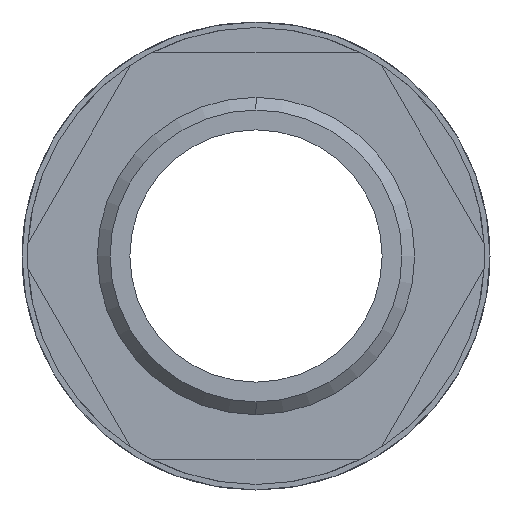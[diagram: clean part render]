
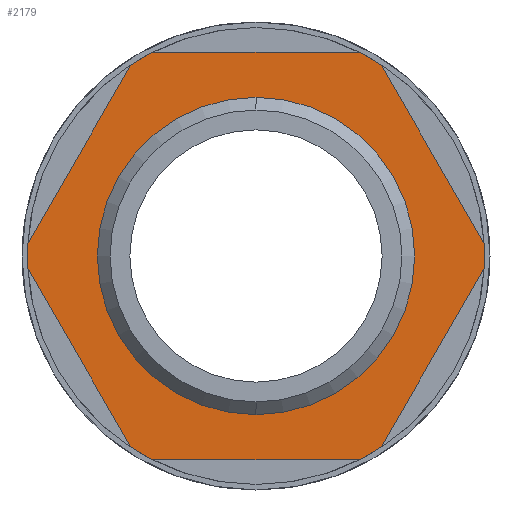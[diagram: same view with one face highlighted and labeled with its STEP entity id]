
A CAD part, left-side view. The second image highlights one B-rep face of the part: STEP entity #2179.
In plain terms, the highlighted planar face has unit normal (-1, 0, 0).
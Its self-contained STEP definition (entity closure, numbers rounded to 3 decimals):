
#13 = CARTESIAN_POINT ( 'NONE',  ( 5.4, -14.378, 0.797 ) ) ;
#62 = VECTOR ( 'NONE', #2919, 1000. ) ;
#103 = LINE ( 'NONE', #1562, #3642 ) ;
#273 = DIRECTION ( 'NONE',  ( -1., 0., 0. ) ) ;
#364 = CARTESIAN_POINT ( 'NONE',  ( 5.4, 14.838, 0. ) ) ;
#370 = PLANE ( 'NONE',  #3131 ) ;
#430 = AXIS2_PLACEMENT_3D ( 'NONE', #3872, #1774, #4212 ) ;
#466 = DIRECTION ( 'NONE',  ( 0., -1., 0. ) ) ;
#535 = CARTESIAN_POINT ( 'NONE',  ( 5.4, 0., 0. ) ) ;
#551 = VERTEX_POINT ( 'NONE', #4326 ) ;
#579 = EDGE_CURVE ( 'NONE', #903, #551, #3540, .T. ) ;
#658 = CARTESIAN_POINT ( 'NONE',  ( 5.4, -14.378, -0.797 ) ) ;
#723 = DIRECTION ( 'NONE',  ( 0., -0.5, -0.866 ) ) ;
#726 = CARTESIAN_POINT ( 'NONE',  ( 5.4, 7.419, 12.85 ) ) ;
#733 = AXIS2_PLACEMENT_3D ( 'NONE', #2399, #273, #2762 ) ;
#753 = CIRCLE ( 'NONE', #3804, 14.4 ) ;
#856 = LINE ( 'NONE', #891, #3588 ) ;
#858 = EDGE_CURVE ( 'NONE', #988, #1585, #3817, .T. ) ;
#882 = DIRECTION ( 'NONE',  ( 0., 0., 1. ) ) ;
#891 = CARTESIAN_POINT ( 'NONE',  ( 5.4, 7.419, -12.85 ) ) ;
#903 = VERTEX_POINT ( 'NONE', #1550 ) ;
#918 = EDGE_CURVE ( 'NONE', #1214, #903, #753, .T. ) ;
#938 = ORIENTED_EDGE ( 'NONE', *, *, #3811, .T. ) ;
#980 = LINE ( 'NONE', #726, #1835 ) ;
#986 = FACE_OUTER_BOUND ( 'NONE', #4135, .T. ) ;
#988 = VERTEX_POINT ( 'NONE', #1735 ) ;
#1054 = ORIENTED_EDGE ( 'NONE', *, *, #4477, .F. ) ;
#1081 = CARTESIAN_POINT ( 'NONE',  ( 5.4, 0., 0. ) ) ;
#1137 = VERTEX_POINT ( 'NONE', #1965 ) ;
#1151 = CARTESIAN_POINT ( 'NONE',  ( 5.4, 6.499, -12.85 ) ) ;
#1177 = ORIENTED_EDGE ( 'NONE', *, *, #3383, .T. ) ;
#1214 = VERTEX_POINT ( 'NONE', #1996 ) ;
#1231 = VERTEX_POINT ( 'NONE', #3373 ) ;
#1248 = VERTEX_POINT ( 'NONE', #3323 ) ;
#1294 = CARTESIAN_POINT ( 'NONE',  ( 5.4, 0., 0. ) ) ;
#1331 = CIRCLE ( 'NONE', #733, 10. ) ;
#1347 = VERTEX_POINT ( 'NONE', #4272 ) ;
#1360 = AXIS2_PLACEMENT_3D ( 'NONE', #4207, #2123, #4558 ) ;
#1454 = DIRECTION ( 'NONE',  ( 0., 0., 1. ) ) ;
#1476 = CARTESIAN_POINT ( 'NONE',  ( 5.4, 0., 0. ) ) ;
#1478 = ORIENTED_EDGE ( 'NONE', *, *, #918, .T. ) ;
#1521 = ORIENTED_EDGE ( 'NONE', *, *, #3929, .T. ) ;
#1538 = AXIS2_PLACEMENT_3D ( 'NONE', #535, #3035, #882 ) ;
#1550 = CARTESIAN_POINT ( 'NONE',  ( 5.4, 14.378, -0.797 ) ) ;
#1562 = CARTESIAN_POINT ( 'NONE',  ( 5.4, -14.838, 0. ) ) ;
#1570 = CARTESIAN_POINT ( 'NONE',  ( 5.4, -7.419, -12.85 ) ) ;
#1585 = VERTEX_POINT ( 'NONE', #658 ) ;
#1586 = DIRECTION ( 'NONE',  ( 0., 1., 0. ) ) ;
#1602 = EDGE_CURVE ( 'NONE', #3176, #1248, #856, .T. ) ;
#1652 = DIRECTION ( 'NONE',  ( 0., 0., 1. ) ) ;
#1666 = VECTOR ( 'NONE', #723, 1000. ) ;
#1735 = CARTESIAN_POINT ( 'NONE',  ( 5.4, -7.879, -12.053 ) ) ;
#1750 = EDGE_CURVE ( 'NONE', #1248, #988, #2721, .T. ) ;
#1763 = CIRCLE ( 'NONE', #1771, 14.4 ) ;
#1766 = CIRCLE ( 'NONE', #430, 14.4 ) ;
#1771 = AXIS2_PLACEMENT_3D ( 'NONE', #1294, #3768, #1652 ) ;
#1774 = DIRECTION ( 'NONE',  ( -1., 0., 0. ) ) ;
#1805 = DIRECTION ( 'NONE',  ( 0., 0., 1. ) ) ;
#1835 = VECTOR ( 'NONE', #3220, 1000. ) ;
#1836 = DIRECTION ( 'NONE',  ( 0., 0., 1. ) ) ;
#1868 = AXIS2_PLACEMENT_3D ( 'NONE', #1476, #3937, #1836 ) ;
#1965 = CARTESIAN_POINT ( 'NONE',  ( 5.4, 0., -10. ) ) ;
#1996 = CARTESIAN_POINT ( 'NONE',  ( 5.4, 14.378, 0.797 ) ) ;
#2059 = CIRCLE ( 'NONE', #2366, 14.4 ) ;
#2094 = EDGE_CURVE ( 'NONE', #1137, #3017, #1331, .T. ) ;
#2123 = DIRECTION ( 'NONE',  ( -1., 0., 0. ) ) ;
#2130 = ORIENTED_EDGE ( 'NONE', *, *, #2094, .F. ) ;
#2179 = ADVANCED_FACE ( 'NONE', ( #2899, #986 ), #370, .T. ) ;
#2186 = CARTESIAN_POINT ( 'NONE',  ( 5.4, 0., 0. ) ) ;
#2271 = CIRCLE ( 'NONE', #1868, 14.4 ) ;
#2366 = AXIS2_PLACEMENT_3D ( 'NONE', #1081, #3571, #1454 ) ;
#2399 = CARTESIAN_POINT ( 'NONE',  ( 5.4, 0., 0. ) ) ;
#2460 = ORIENTED_EDGE ( 'NONE', *, *, #4377, .T. ) ;
#2500 = CARTESIAN_POINT ( 'NONE',  ( 5.4, 6.499, 12.85 ) ) ;
#2544 = DIRECTION ( 'NONE',  ( -1., 0., 0. ) ) ;
#2721 = CIRCLE ( 'NONE', #1360, 14.4 ) ;
#2762 = DIRECTION ( 'NONE',  ( 0., 0., 1. ) ) ;
#2899 = FACE_BOUND ( 'NONE', #4472, .T. ) ;
#2915 = ORIENTED_EDGE ( 'NONE', *, *, #1750, .T. ) ;
#2919 = DIRECTION ( 'NONE',  ( 0., -0.5, 0.866 ) ) ;
#2979 = VERTEX_POINT ( 'NONE', #3500 ) ;
#2992 = CARTESIAN_POINT ( 'NONE',  ( 5.4, -7.419, 12.85 ) ) ;
#3017 = VERTEX_POINT ( 'NONE', #3864 ) ;
#3035 = DIRECTION ( 'NONE',  ( -1., 0., 0. ) ) ;
#3063 = VERTEX_POINT ( 'NONE', #13 ) ;
#3065 = VERTEX_POINT ( 'NONE', #2500 ) ;
#3069 = ORIENTED_EDGE ( 'NONE', *, *, #3114, .T. ) ;
#3103 = EDGE_CURVE ( 'NONE', #3065, #1231, #2059, .T. ) ;
#3114 = EDGE_CURVE ( 'NONE', #1231, #1214, #980, .T. ) ;
#3131 = AXIS2_PLACEMENT_3D ( 'NONE', #3560, #3897, #1805 ) ;
#3176 = VERTEX_POINT ( 'NONE', #1151 ) ;
#3220 = DIRECTION ( 'NONE',  ( 0., 0.5, -0.866 ) ) ;
#3323 = CARTESIAN_POINT ( 'NONE',  ( 5.4, -6.499, -12.85 ) ) ;
#3373 = CARTESIAN_POINT ( 'NONE',  ( 5.4, 7.879, 12.053 ) ) ;
#3383 = EDGE_CURVE ( 'NONE', #1347, #3065, #3587, .T. ) ;
#3426 = CIRCLE ( 'NONE', #1538, 10. ) ;
#3500 = CARTESIAN_POINT ( 'NONE',  ( 5.4, -7.879, 12.053 ) ) ;
#3540 = LINE ( 'NONE', #364, #1666 ) ;
#3560 = CARTESIAN_POINT ( 'NONE',  ( 5.4, 0., 0. ) ) ;
#3571 = DIRECTION ( 'NONE',  ( -1., 0., 0. ) ) ;
#3587 = LINE ( 'NONE', #2992, #4392 ) ;
#3588 = VECTOR ( 'NONE', #466, 1000. ) ;
#3642 = VECTOR ( 'NONE', #4007, 1000. ) ;
#3768 = DIRECTION ( 'NONE',  ( -1., 0., 0. ) ) ;
#3780 = ORIENTED_EDGE ( 'NONE', *, *, #858, .T. ) ;
#3804 = AXIS2_PLACEMENT_3D ( 'NONE', #2186, #2544, #4543 ) ;
#3811 = EDGE_CURVE ( 'NONE', #551, #3176, #1766, .T. ) ;
#3817 = LINE ( 'NONE', #1570, #62 ) ;
#3827 = ORIENTED_EDGE ( 'NONE', *, *, #579, .T. ) ;
#3864 = CARTESIAN_POINT ( 'NONE',  ( 5.4, 0., 10. ) ) ;
#3872 = CARTESIAN_POINT ( 'NONE',  ( 5.4, 0., 0. ) ) ;
#3897 = DIRECTION ( 'NONE',  ( -1., 0., 0. ) ) ;
#3929 = EDGE_CURVE ( 'NONE', #2979, #1347, #2271, .T. ) ;
#3937 = DIRECTION ( 'NONE',  ( -1., 0., 0. ) ) ;
#3989 = ORIENTED_EDGE ( 'NONE', *, *, #3103, .T. ) ;
#4007 = DIRECTION ( 'NONE',  ( 0., 0.5, 0.866 ) ) ;
#4086 = ORIENTED_EDGE ( 'NONE', *, *, #1602, .T. ) ;
#4135 = EDGE_LOOP ( 'NONE', ( #1177, #3989, #3069, #1478, #3827, #938, #4086, #2915, #3780, #4473, #2460, #1521 ) ) ;
#4207 = CARTESIAN_POINT ( 'NONE',  ( 5.4, 0., 0. ) ) ;
#4212 = DIRECTION ( 'NONE',  ( 0., 0., 1. ) ) ;
#4272 = CARTESIAN_POINT ( 'NONE',  ( 5.4, -6.499, 12.85 ) ) ;
#4326 = CARTESIAN_POINT ( 'NONE',  ( 5.4, 7.879, -12.053 ) ) ;
#4377 = EDGE_CURVE ( 'NONE', #3063, #2979, #103, .T. ) ;
#4392 = VECTOR ( 'NONE', #1586, 1000. ) ;
#4472 = EDGE_LOOP ( 'NONE', ( #1054, #2130 ) ) ;
#4473 = ORIENTED_EDGE ( 'NONE', *, *, #4522, .T. ) ;
#4477 = EDGE_CURVE ( 'NONE', #3017, #1137, #3426, .T. ) ;
#4522 = EDGE_CURVE ( 'NONE', #1585, #3063, #1763, .T. ) ;
#4543 = DIRECTION ( 'NONE',  ( 0., 0., 1. ) ) ;
#4558 = DIRECTION ( 'NONE',  ( 0., 0., 1. ) ) ;
